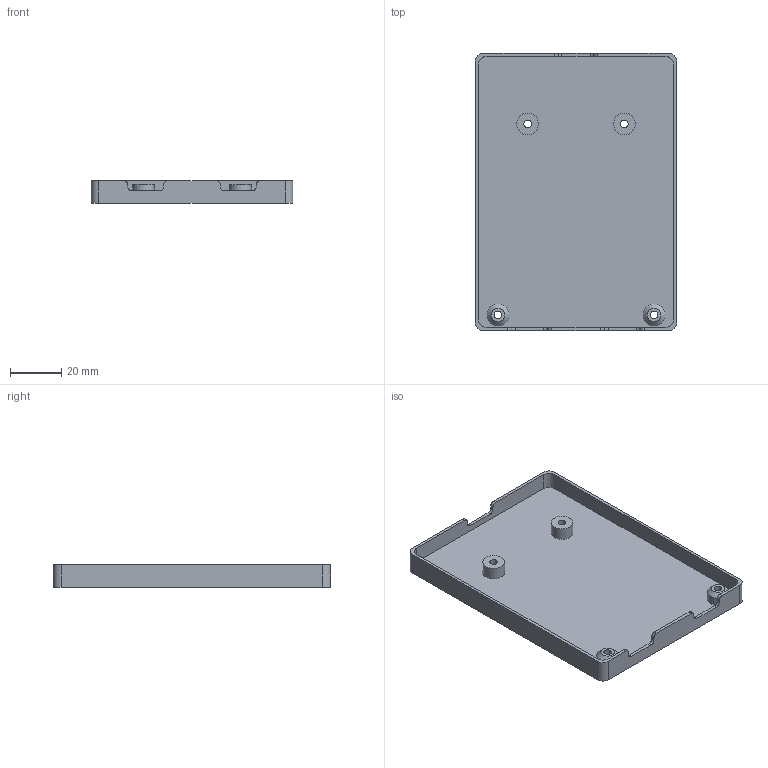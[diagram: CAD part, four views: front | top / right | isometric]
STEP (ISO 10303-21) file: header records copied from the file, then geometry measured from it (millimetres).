
FILE_DESCRIPTION(/* description */ (''),/* implementation_level */ '2;1');
FILE_NAME(/* name */ 'WCH Board Bumper Case v8.step',/* time_stamp */ '2022-08-10T11:06:40-10:00',/* author */ (''),/* organization */ (''),/* preprocessor_version */ 'ST-DEVELOPER v19',/* originating_system */ 'Autodesk Translation Framework v11.7.0.108',/* authorisation */ '');
FILE_SCHEMA (('AUTOMOTIVE_DESIGN { 1 0 10303 214 3 1 1 }'));
Length unit declared in the file: millimetre
Products named in the file (1): WCH Board Bumper Case
Bounding box: 78.52 x 107.94 x 8.86 mm (x, y, z)
Volume: 22485.6 mm3; surface area: 23010.8 mm2
Topology: 1 solids, 1 shells, 108 faces, 300 edges, 198 vertices
Faces by surface type: plane 74, cylinder 28, cone 6
Full cylindrical faces by diameter (mm): 3.02 x4, 8.5 x4
Entity records: 3479 total; most frequent: CARTESIAN_POINT 663, ORIENTED_EDGE 600, DIRECTION 572, EDGE_CURVE 300, VERTEX_POINT 198, AXIS2_PLACEMENT_3D 191, LINE 190, VECTOR 190
